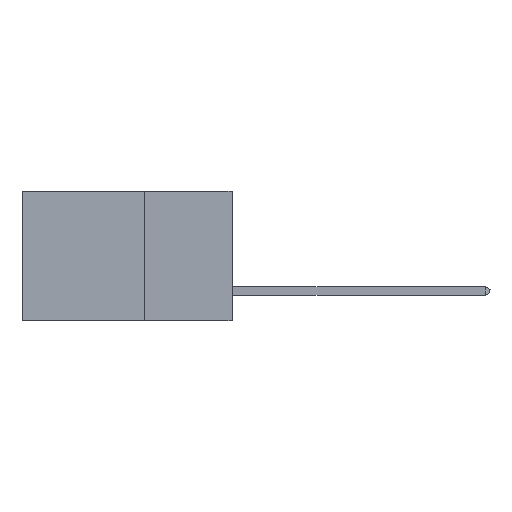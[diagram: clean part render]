
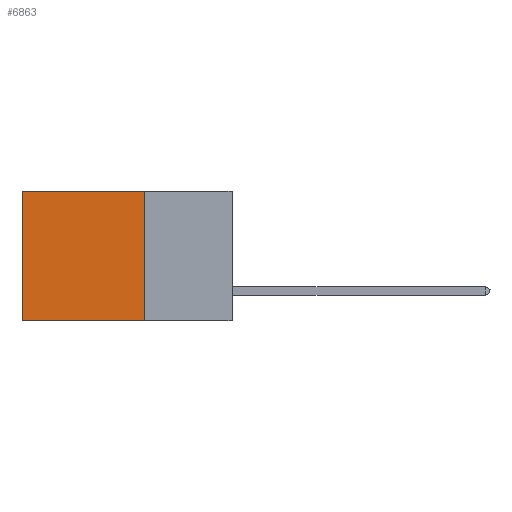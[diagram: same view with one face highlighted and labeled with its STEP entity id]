
A CAD part, left-side view. The second image highlights one B-rep face of the part: STEP entity #6863.
In plain terms, the highlighted planar face has unit normal (-1, 0, 0).
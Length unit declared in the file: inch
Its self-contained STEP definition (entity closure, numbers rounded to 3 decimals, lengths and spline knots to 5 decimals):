
#894 = CARTESIAN_POINT ( 'NONE',  ( 0.2875, 0.25, 0. ) ) ;
#1924 = LINE ( 'NONE', #32944, #12632 ) ;
#3823 = DIRECTION ( 'NONE',  ( 0., 0., -1. ) ) ;
#3877 = ORIENTED_EDGE ( 'NONE', *, *, #44767, .F. ) ;
#5418 = LINE ( 'NONE', #38085, #34720 ) ;
#6863 = ADVANCED_FACE ( 'NONE', ( #41005 ), #6879, .F. ) ;
#6879 = PLANE ( 'NONE',  #16580 ) ;
#8521 = ORIENTED_EDGE ( 'NONE', *, *, #8978, .T. ) ;
#8978 = EDGE_CURVE ( 'NONE', #27038, #11806, #1924, .T. ) ;
#10526 = CARTESIAN_POINT ( 'NONE',  ( 0.2875, 0.25, 0. ) ) ;
#11806 = VERTEX_POINT ( 'NONE', #33949 ) ;
#12632 = VECTOR ( 'NONE', #16826, 39.37008 ) ;
#15169 = ORIENTED_EDGE ( 'NONE', *, *, #40407, .T. ) ;
#16580 = AXIS2_PLACEMENT_3D ( 'NONE', #10526, #37368, #3823 ) ;
#16826 = DIRECTION ( 'NONE',  ( 0., 1., 0. ) ) ;
#18742 = VERTEX_POINT ( 'NONE', #24053 ) ;
#19017 = DIRECTION ( 'NONE',  ( 0., 0., -1. ) ) ;
#19497 = DIRECTION ( 'NONE',  ( 0., 0., -1. ) ) ;
#19950 = LINE ( 'NONE', #894, #45797 ) ;
#19956 = LINE ( 'NONE', #31654, #36187 ) ;
#22694 = CARTESIAN_POINT ( 'NONE',  ( 0.2875, 0.6, -0.37 ) ) ;
#24053 = CARTESIAN_POINT ( 'NONE',  ( 0.2875, 0.25, -0.37 ) ) ;
#24949 = VERTEX_POINT ( 'NONE', #22694 ) ;
#25476 = CARTESIAN_POINT ( 'NONE',  ( 0.2875, 0.25, 0. ) ) ;
#27038 = VERTEX_POINT ( 'NONE', #25476 ) ;
#27159 = EDGE_CURVE ( 'NONE', #18742, #24949, #19956, .T. ) ;
#31654 = CARTESIAN_POINT ( 'NONE',  ( 0.2875, 0.25, -0.37 ) ) ;
#31828 = DIRECTION ( 'NONE',  ( 0., 1., 0. ) ) ;
#32944 = CARTESIAN_POINT ( 'NONE',  ( 0.2875, 0.25, 0. ) ) ;
#33949 = CARTESIAN_POINT ( 'NONE',  ( 0.2875, 0.6, 0. ) ) ;
#34720 = VECTOR ( 'NONE', #19017, 39.37008 ) ;
#36187 = VECTOR ( 'NONE', #31828, 39.37008 ) ;
#37368 = DIRECTION ( 'NONE',  ( 1., 0., 0. ) ) ;
#38085 = CARTESIAN_POINT ( 'NONE',  ( 0.2875, 0.6, 0. ) ) ;
#40407 = EDGE_CURVE ( 'NONE', #11806, #24949, #5418, .T. ) ;
#41005 = FACE_OUTER_BOUND ( 'NONE', #42044, .T. ) ;
#42044 = EDGE_LOOP ( 'NONE', ( #15169, #47373, #3877, #8521 ) ) ;
#44767 = EDGE_CURVE ( 'NONE', #27038, #18742, #19950, .T. ) ;
#45797 = VECTOR ( 'NONE', #19497, 39.37008 ) ;
#47373 = ORIENTED_EDGE ( 'NONE', *, *, #27159, .F. ) ;
